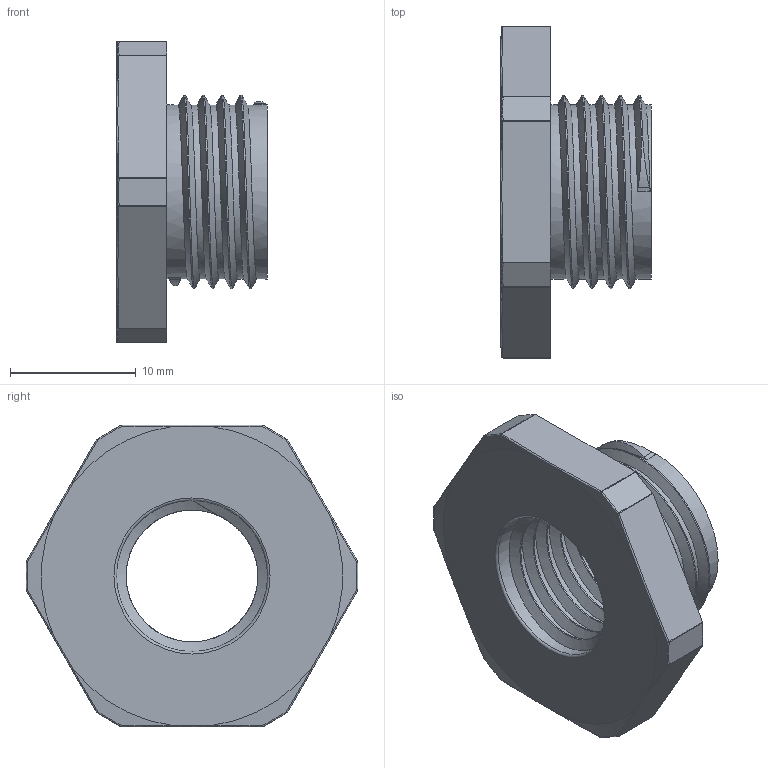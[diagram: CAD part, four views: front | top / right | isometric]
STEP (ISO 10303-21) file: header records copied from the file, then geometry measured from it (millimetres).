
FILE_DESCRIPTION(/* description */ ('Reduzierung sechskant M/M 16x1,5/12x1,5'),/* implementation_level */ '2;1');
FILE_NAME(/* name */ '11081612-RST.stp',/* time_stamp */ '2020-04-27T10:24:48+02:00',/* author */ ('sl'),/* organization */ (''),/* preprocessor_version */ 'ST-DEVELOPER v16.5',/* originating_system */ 'Autodesk Inventor 2017',/* authorisation */ '');
FILE_SCHEMA (('AUTOMOTIVE_DESIGN { 1 0 10303 214 3 1 1 }'));
Length unit declared in the file: millimetre
Products named in the file (1): 11081612
Bounding box: 12 x 26.41 x 24 mm (x, y, z)
Volume: 2004.6 mm3; surface area: 2255.9 mm2
Topology: 1 solids, 1 shells, 84 faces, 205 edges, 124 vertices
Faces by surface type: cylinder 30, plane 17, bspline 16, sphere 12, cone 8, torus 1
Full cylindrical faces by diameter (mm): 12.022 x7, 13.85 x5
Entity records: 4564 total; most frequent: CARTESIAN_POINT 2995, ORIENTED_EDGE 322, DIRECTION 312, EDGE_CURVE 161, AXIS2_PLACEMENT_3D 134, VERTEX_POINT 97, EDGE_LOOP 80, CIRCLE 77
